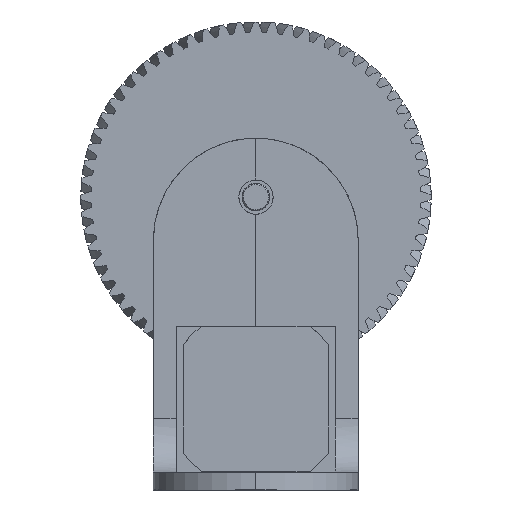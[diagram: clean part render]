
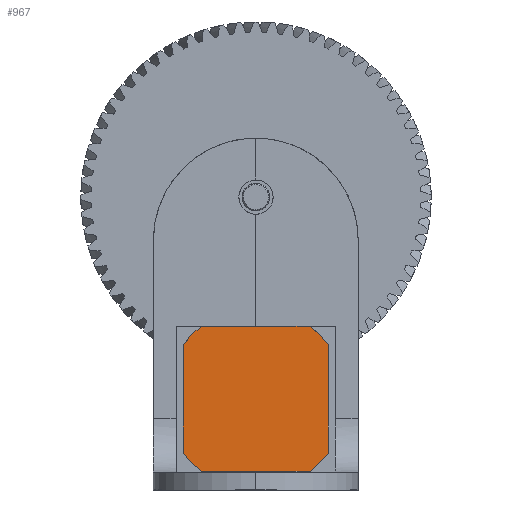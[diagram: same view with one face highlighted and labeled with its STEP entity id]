
A CAD part, front view. The second image highlights one B-rep face of the part: STEP entity #967.
In plain terms, the highlighted face is planar.
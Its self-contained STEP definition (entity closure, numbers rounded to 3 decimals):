
#967=ADVANCED_FACE('',(#1941),#12919,.T.);
#1941=FACE_OUTER_BOUND('',#2950,.T.);
#2950=EDGE_LOOP('',(#5146,#5147,#5148,#5149,#5150,#5151,#5152,#5153));
#5146=ORIENTED_EDGE('',*,*,#8947,.T.);
#5147=ORIENTED_EDGE('',*,*,#8933,.T.);
#5148=ORIENTED_EDGE('',*,*,#8951,.T.);
#5149=ORIENTED_EDGE('',*,*,#8934,.T.);
#5150=ORIENTED_EDGE('',*,*,#8939,.T.);
#5151=ORIENTED_EDGE('',*,*,#8935,.T.);
#5152=ORIENTED_EDGE('',*,*,#8943,.T.);
#5153=ORIENTED_EDGE('',*,*,#8936,.T.);
#8933=EDGE_CURVE('',#11630,#11631,#10795,.T.);
#8934=EDGE_CURVE('',#11632,#11633,#10796,.T.);
#8935=EDGE_CURVE('',#11634,#11635,#10797,.T.);
#8936=EDGE_CURVE('',#11636,#11629,#10798,.T.);
#8939=EDGE_CURVE('',#11633,#11634,#13426,.T.);
#8943=EDGE_CURVE('',#11635,#11636,#13428,.T.);
#8947=EDGE_CURVE('',#11629,#11630,#13430,.T.);
#8951=EDGE_CURVE('',#11631,#11632,#13432,.T.);
#10795=B_SPLINE_CURVE_WITH_KNOTS('',1,(#26774,#26775),.UNSPECIFIED.,.F.,
 .F.,(2,2),(0.,31.776),.UNSPECIFIED.);
#10796=B_SPLINE_CURVE_WITH_KNOTS('',1,(#26776,#26777),.UNSPECIFIED.,.F.,
 .F.,(2,2),(0.,31.776),.UNSPECIFIED.);
#10797=B_SPLINE_CURVE_WITH_KNOTS('',1,(#26778,#26779),.UNSPECIFIED.,.F.,
 .F.,(2,2),(0.,31.776),.UNSPECIFIED.);
#10798=B_SPLINE_CURVE_WITH_KNOTS('',1,(#26780,#26781),.UNSPECIFIED.,.F.,
 .F.,(2,2),(0.,31.776),.UNSPECIFIED.);
#11629=VERTEX_POINT('',#26378);
#11630=VERTEX_POINT('',#26379);
#11631=VERTEX_POINT('',#26380);
#11632=VERTEX_POINT('',#26381);
#11633=VERTEX_POINT('',#26382);
#11634=VERTEX_POINT('',#26383);
#11635=VERTEX_POINT('',#26384);
#11636=VERTEX_POINT('',#26385);
#12919=PLANE('',#14919);
#13426=(
BOUNDED_CURVE()
B_SPLINE_CURVE(2,(#26787,#26788,#26789),.UNSPECIFIED.,.F.,.F.)
B_SPLINE_CURVE_WITH_KNOTS((3,3),(-7.551,0.),.UNSPECIFIED.)
CURVE()
GEOMETRIC_REPRESENTATION_ITEM()
RATIONAL_B_SPLINE_CURVE((1.,0.99,1.))
REPRESENTATION_ITEM('')
);
#13428=(
BOUNDED_CURVE()
B_SPLINE_CURVE(2,(#26797,#26798,#26799),.UNSPECIFIED.,.F.,.F.)
B_SPLINE_CURVE_WITH_KNOTS((3,3),(-7.551,0.),.UNSPECIFIED.)
CURVE()
GEOMETRIC_REPRESENTATION_ITEM()
RATIONAL_B_SPLINE_CURVE((1.,0.99,1.))
REPRESENTATION_ITEM('')
);
#13430=(
BOUNDED_CURVE()
B_SPLINE_CURVE(2,(#26807,#26808,#26809),.UNSPECIFIED.,.F.,.F.)
B_SPLINE_CURVE_WITH_KNOTS((3,3),(-7.551,0.),.UNSPECIFIED.)
CURVE()
GEOMETRIC_REPRESENTATION_ITEM()
RATIONAL_B_SPLINE_CURVE((1.,0.99,1.))
REPRESENTATION_ITEM('')
);
#13432=(
BOUNDED_CURVE()
B_SPLINE_CURVE(2,(#26817,#26818,#26819),.UNSPECIFIED.,.F.,.F.)
B_SPLINE_CURVE_WITH_KNOTS((3,3),(-7.551,0.),.UNSPECIFIED.)
CURVE()
GEOMETRIC_REPRESENTATION_ITEM()
RATIONAL_B_SPLINE_CURVE((1.,0.99,1.))
REPRESENTATION_ITEM('')
);
#14919=AXIS2_PLACEMENT_3D('',#26281,#15346,$);
#15346=DIRECTION('',(0.,1.,0.));
#26281=CARTESIAN_POINT('',(-25.571,-99.438,46.737));
#26378=CARTESIAN_POINT('',(21.089,-99.438,5.398));
#26379=CARTESIAN_POINT('',(15.768,-99.438,0.077));
#26380=CARTESIAN_POINT('',(-16.008,-99.438,0.077));
#26381=CARTESIAN_POINT('',(-21.329,-99.438,5.398));
#26382=CARTESIAN_POINT('',(-21.329,-99.438,37.174));
#26383=CARTESIAN_POINT('',(-16.008,-99.438,42.495));
#26384=CARTESIAN_POINT('',(15.768,-99.438,42.495));
#26385=CARTESIAN_POINT('',(21.089,-99.438,37.174));
#26774=CARTESIAN_POINT('',(15.768,-99.438,0.077));
#26775=CARTESIAN_POINT('',(-16.008,-99.438,0.077));
#26776=CARTESIAN_POINT('',(-21.329,-99.438,5.398));
#26777=CARTESIAN_POINT('',(-21.329,-99.438,37.174));
#26778=CARTESIAN_POINT('',(-16.008,-99.438,42.495));
#26779=CARTESIAN_POINT('',(15.768,-99.438,42.495));
#26780=CARTESIAN_POINT('',(21.089,-99.438,37.174));
#26781=CARTESIAN_POINT('',(21.089,-99.438,5.398));
#26787=CARTESIAN_POINT('',(-21.329,-99.438,37.174));
#26788=CARTESIAN_POINT('',(-19.05,-99.438,40.216));
#26789=CARTESIAN_POINT('',(-16.008,-99.438,42.495));
#26797=CARTESIAN_POINT('',(15.768,-99.438,42.495));
#26798=CARTESIAN_POINT('',(18.81,-99.438,40.216));
#26799=CARTESIAN_POINT('',(21.089,-99.438,37.174));
#26807=CARTESIAN_POINT('',(21.089,-99.438,5.398));
#26808=CARTESIAN_POINT('',(18.81,-99.438,2.356));
#26809=CARTESIAN_POINT('',(15.768,-99.438,0.077));
#26817=CARTESIAN_POINT('',(-16.008,-99.438,0.077));
#26818=CARTESIAN_POINT('',(-19.05,-99.438,2.356));
#26819=CARTESIAN_POINT('',(-21.329,-99.438,5.398));
